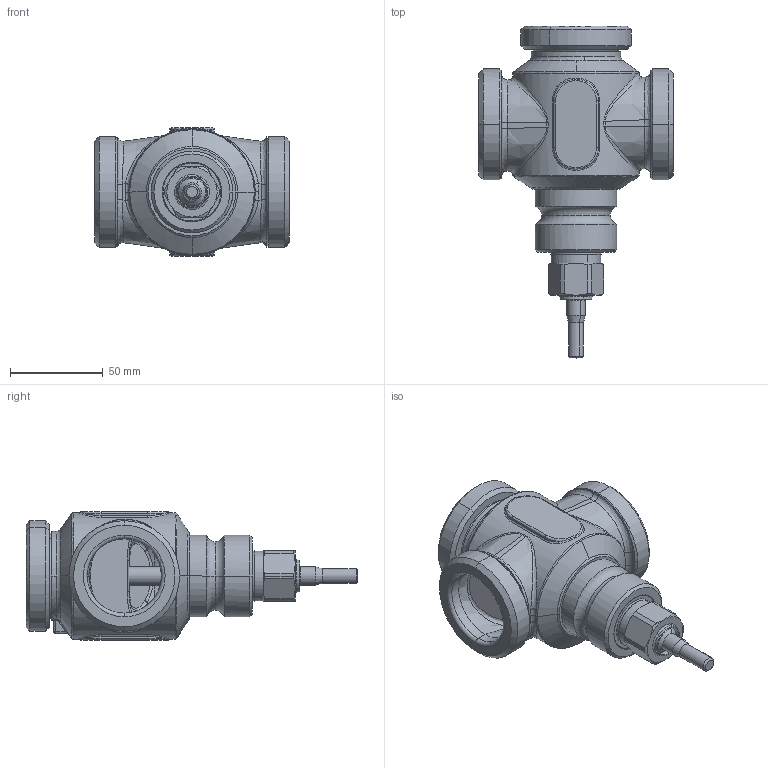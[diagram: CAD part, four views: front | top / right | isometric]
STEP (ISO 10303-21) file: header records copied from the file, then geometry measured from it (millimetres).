
FILE_DESCRIPTION(('CATIA V5 STEP'),'2;1');
FILE_NAME('VLE132 DN32.stp','2014-05-27T06:07:57+00:00',('none'),('none'),'CATIA Version 5 Release 20 SP 6 (IN-10)','CATIA V5 STEP AP203','none');
FILE_SCHEMA(('CONFIG_CONTROL_DESIGN'));
Length unit declared in the file: millimetre
Products named in the file (2): Product1; 954-1367s1
Assembly tree (11 placements, depth 3):
  Product1
    #58
    954-1367s1
      #16450
      #18919  x2
      #19042  x2
      #19418
      #19587
    #19769
    #20255
Bounding box: 105 x 178.73 x 69 mm (x, y, z)
Volume: 217655.8 mm3; surface area: 80693.3 mm2
Topology: 10 solids, 10 shells, 534 faces, 1233 edges, 735 vertices
Faces by surface type: cylinder 166, bspline 108, plane 92, cone 84, torus 82, sphere 2
Entity records: 21750 total; most frequent: CARTESIAN_POINT 11563, ORIENTED_EDGE 2386, DIRECTION 1459, EDGE_CURVE 1193, AXIS2_PLACEMENT_3D 818, VERTEX_POINT 715, EDGE_LOOP 554, ADVANCED_FACE 515
